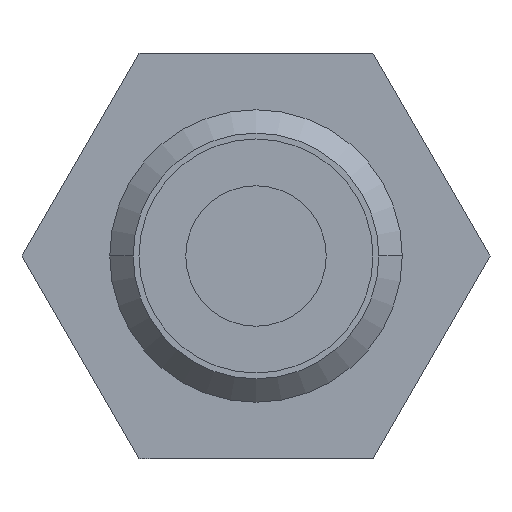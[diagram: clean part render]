
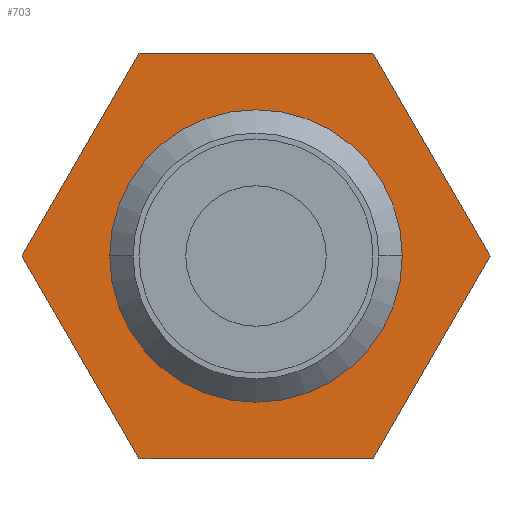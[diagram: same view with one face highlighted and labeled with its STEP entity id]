
A CAD part, front view. The second image highlights one B-rep face of the part: STEP entity #703.
In plain terms, the highlighted planar face has unit normal (0, -1, 0).
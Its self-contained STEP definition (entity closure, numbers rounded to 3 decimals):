
#345=CARTESIAN_POINT('',(6.25,500.,0.));
#346=VERTEX_POINT('',#345);
#355=CARTESIAN_POINT('',(-6.25,500.,0.));
#356=VERTEX_POINT('',#355);
#357=CARTESIAN_POINT('',(0.0,500.,0.));
#358=DIRECTION('',(0.0,1.0,0.0));
#359=DIRECTION('',(1.0,0.0,0.0));
#360=AXIS2_PLACEMENT_3D('',#357,#358,#359);
#361=CIRCLE('',#360,6.25);
#362=EDGE_CURVE('',#356,#346,#361,.T.);
#466=CARTESIAN_POINT('',(0.0,500.,0.));
#467=DIRECTION('',(0.0,1.0,0.0));
#468=DIRECTION('',(1.0,0.0,0.0));
#469=AXIS2_PLACEMENT_3D('',#466,#467,#468);
#470=CIRCLE('',#469,6.25);
#471=EDGE_CURVE('',#346,#356,#470,.T.);
#548=CARTESIAN_POINT('',(-10.,500.,0.));
#549=VERTEX_POINT('',#548);
#556=CARTESIAN_POINT('',(-5.,500.,8.66));
#557=VERTEX_POINT('',#556);
#558=CARTESIAN_POINT('',(-10.,500.,0.));
#559=DIRECTION('',(0.5,0.0,0.866));
#560=VECTOR('',#559,10.);
#561=LINE('',#558,#560);
#562=EDGE_CURVE('',#549,#557,#561,.T.);
#579=CARTESIAN_POINT('',(-5.,500.,-8.66));
#580=VERTEX_POINT('',#579);
#587=CARTESIAN_POINT('',(-5.,500.,-8.66));
#588=DIRECTION('',(-0.5,0.0,0.866));
#589=VECTOR('',#588,10.);
#590=LINE('',#587,#589);
#591=EDGE_CURVE('',#580,#549,#590,.T.);
#603=CARTESIAN_POINT('',(5.,500.,-8.66));
#604=VERTEX_POINT('',#603);
#611=CARTESIAN_POINT('',(5.,500.,-8.66));
#612=DIRECTION('',(-1.0,0.0,0.0));
#613=VECTOR('',#612,10.);
#614=LINE('',#611,#613);
#615=EDGE_CURVE('',#604,#580,#614,.T.);
#627=CARTESIAN_POINT('',(10.,500.,0.));
#628=VERTEX_POINT('',#627);
#635=CARTESIAN_POINT('',(10.,500.,0.));
#636=DIRECTION('',(-0.5,0.0,-0.866));
#637=VECTOR('',#636,10.);
#638=LINE('',#635,#637);
#639=EDGE_CURVE('',#628,#604,#638,.T.);
#651=CARTESIAN_POINT('',(5.,500.,8.66));
#652=VERTEX_POINT('',#651);
#659=CARTESIAN_POINT('',(5.,500.,8.66));
#660=DIRECTION('',(0.5,0.0,-0.866));
#661=VECTOR('',#660,10.);
#662=LINE('',#659,#661);
#663=EDGE_CURVE('',#652,#628,#662,.T.);
#676=CARTESIAN_POINT('',(-5.,500.,8.66));
#677=DIRECTION('',(1.0,0.0,0.0));
#678=VECTOR('',#677,10.);
#679=LINE('',#676,#678);
#680=EDGE_CURVE('',#557,#652,#679,.T.);
#686=CARTESIAN_POINT('',(0.,500.,0.));
#687=DIRECTION('',(0.0,1.0,0.0));
#688=DIRECTION('',(1.0,0.0,0.0));
#689=AXIS2_PLACEMENT_3D('',#686,#687,#688);
#690=PLANE('',#689);
#691=ORIENTED_EDGE('',*,*,#680,.F.);
#692=ORIENTED_EDGE('',*,*,#562,.F.);
#693=ORIENTED_EDGE('',*,*,#591,.F.);
#694=ORIENTED_EDGE('',*,*,#615,.F.);
#695=ORIENTED_EDGE('',*,*,#639,.F.);
#696=ORIENTED_EDGE('',*,*,#663,.F.);
#697=EDGE_LOOP('',(#691,#692,#693,#694,#695,#696));
#698=FACE_OUTER_BOUND('',#697,.T.);
#699=ORIENTED_EDGE('',*,*,#471,.T.);
#700=ORIENTED_EDGE('',*,*,#362,.T.);
#701=EDGE_LOOP('',(#699,#700));
#702=FACE_BOUND('',#701,.T.);
#703=ADVANCED_FACE('',(#698,#702),#690,.F.);
